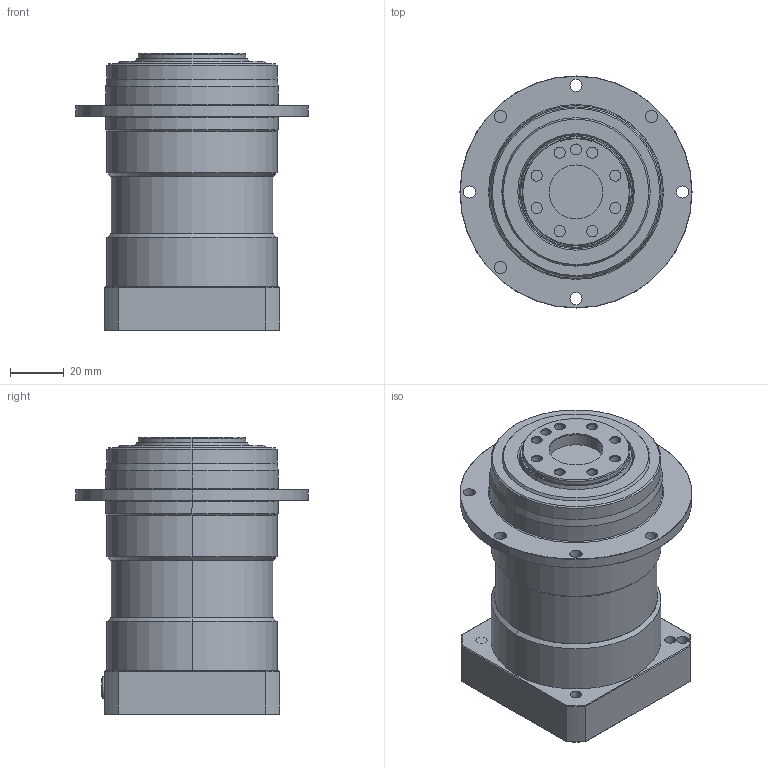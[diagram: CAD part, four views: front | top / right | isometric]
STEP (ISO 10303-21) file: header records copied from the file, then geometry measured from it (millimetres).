
FILE_DESCRIPTION (( 'STEP AP214' ), '1' );
FILE_NAME ('PGD064-25A2.STEP', '2015-07-01T19:31:27', ( '' ), ( '' ), 'SwSTEP 2.0', 'SolidWorks 2015', '' );
FILE_SCHEMA (( 'AUTOMOTIVE_DESIGN' ));
Length unit declared in the file: millimetre
Products named in the file (1): PGD064-25A2
Bounding box: 86 x 86 x 103 mm (x, y, z)
Volume: 308172.4 mm3; surface area: 48191.4 mm2
Topology: 10 solids, 21 shells, 388 faces, 883 edges, 544 vertices
Faces by surface type: cylinder 160, plane 131, cone 67, torus 30
Entity records: 11211 total; most frequent: CARTESIAN_POINT 2107, DIRECTION 2016, ORIENTED_EDGE 1722, EDGE_CURVE 861, AXIS2_PLACEMENT_3D 811, VERTEX_POINT 544, EDGE_LOOP 471, CIRCLE 422
